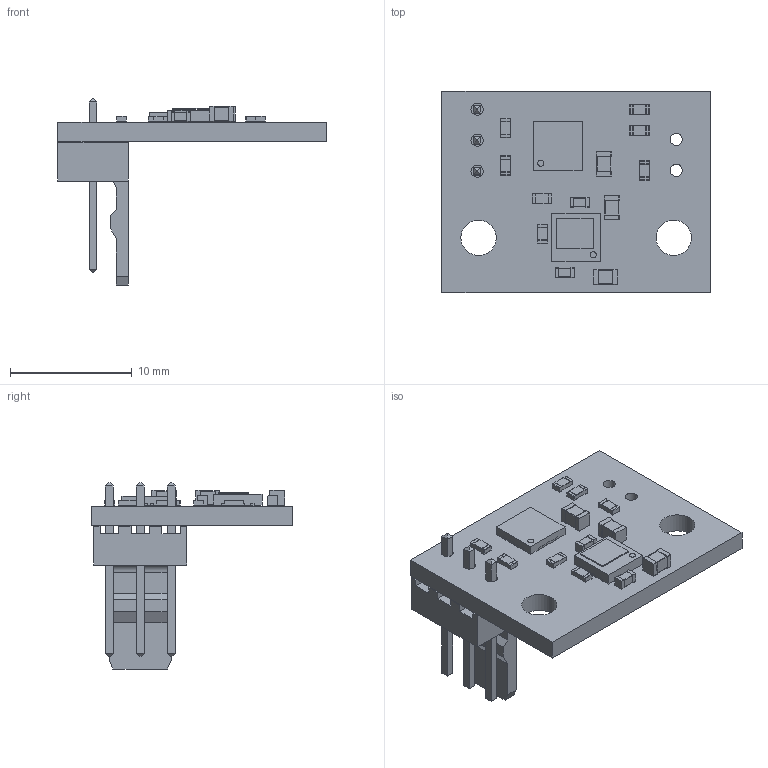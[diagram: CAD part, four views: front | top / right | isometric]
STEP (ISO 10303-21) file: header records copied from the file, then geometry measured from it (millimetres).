
FILE_DESCRIPTION(('FreeCAD Model'),'2;1');
FILE_NAME('FilamentMonitor.step','2018-09-08T17:45:07',(''),(''), 'Open CASCADE STEP processor 7.2','FreeCAD','Unknown');
FILE_SCHEMA(('AUTOMOTIVE_DESIGN { 1 0 10303 214 1 1 1 1 }'));
Length unit declared in the file: millimetre
Products named in the file (24): Open_CASCADE_STEP_translator_6_8_1; C_0603_1608Metric; SOLID007; R_0603_1608Metric; SOLID012; R_0603_1608Metric001; R_0603_1608Metric002; R_0603_1608Metric003; R_0603_1608Metric004; R_0603_1608Metric005; C_0603_1608Metric001; QFN_20_1EP_4x4mm_P0_5mm_EP2_5x2_5mm; SOLID008; C_0805_2012Metric; SOLID011; C_0805_2012Metric001; C_0805_2012Metric002; R_0603_1608Metric006; DFN_8_1EP_4x4mm_P0_8mm_EP2_5x3_6mm; SOLID013; Cube; Molex_KK_254_AE_6410_03A_1x03_P2_54mm_Vertical; SOLID014; COMPOUND
Assembly tree (32 placements, depth 3):
  Open_CASCADE_STEP_translator_6_8_1
    C_0603_1608Metric
      SOLID007
    R_0603_1608Metric
      SOLID012
    R_0603_1608Metric001
      SOLID012
    R_0603_1608Metric002
      SOLID012
    R_0603_1608Metric003
      SOLID012
    R_0603_1608Metric004
      SOLID012
    R_0603_1608Metric005
      SOLID012
    C_0603_1608Metric001
      SOLID007
    QFN_20_1EP_4x4mm_P0_5mm_EP2_5x2_5mm
      SOLID008
    C_0805_2012Metric
      SOLID011
    C_0805_2012Metric001
      SOLID011
    C_0805_2012Metric002
      SOLID011
    R_0603_1608Metric006
      SOLID012
    DFN_8_1EP_4x4mm_P0_8mm_EP2_5x3_6mm
      SOLID013
      Cube
    Molex_KK_254_AE_6410_03A_1x03_P2_54mm_Vertical
      SOLID014
    COMPOUND
Bounding box: 22.02 x 16.5 x 15.26 mm (x, y, z)
Volume: 776.5 mm3; surface area: 1461.4 mm2
Topology: 17 solids, 17 shells, 628 faces, 1670 edges, 1096 vertices
Faces by surface type: plane 474, cylinder 154
Full cylindrical faces by diameter (mm): 0.5 x2, 1 x5, 2.9 x2
Entity records: 34512 total; most frequent: CARTESIAN_POINT 10829, DIRECTION 3767, LINE 2610, VECTOR 2610, ORIENTED_EDGE 2092, PCURVE 2092, DEFINITIONAL_REPRESENTATION 2092, EDGE_CURVE 1046
